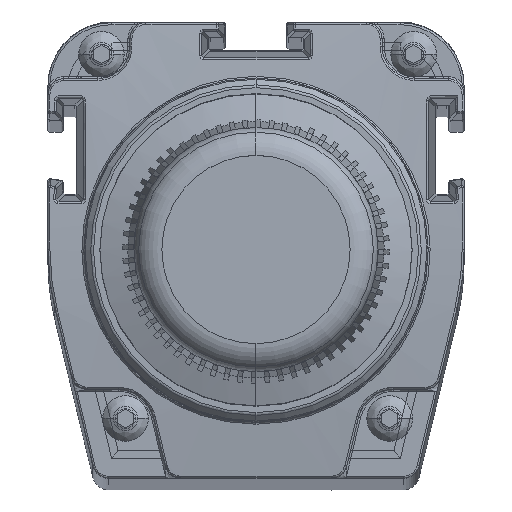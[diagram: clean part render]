
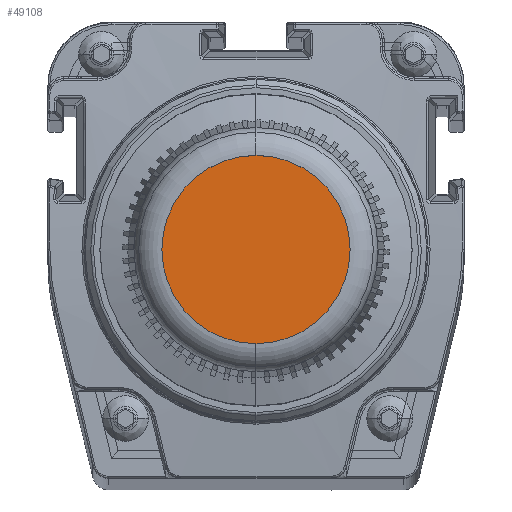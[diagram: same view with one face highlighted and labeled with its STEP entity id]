
A CAD part, top view. The second image highlights one B-rep face of the part: STEP entity #49108.
In plain terms, the highlighted face is planar.
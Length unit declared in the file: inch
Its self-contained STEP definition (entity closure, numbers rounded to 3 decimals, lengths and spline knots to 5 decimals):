
#46705=CARTESIAN_POINT('',(0.,0.,0.));
#46706=DIRECTION('',(0.,1.,0.));
#46707=DIRECTION('',(0.,0.,1.));
#46708=AXIS2_PLACEMENT_3D('',#46705,#46706,#46707);
#46710=CARTESIAN_POINT('',(0.,0.,0.));
#46711=DIRECTION('',(0.,1.,0.));
#46712=DIRECTION('',(0.,0.,-1.));
#46713=AXIS2_PLACEMENT_3D('',#46710,#46711,#46712);
#47453=CARTESIAN_POINT('',(0.,0.,11.76061));
#47454=CARTESIAN_POINT('',(0.,0.,-11.76061));
#47455=VERTEX_POINT('',#47453);
#47456=VERTEX_POINT('',#47454);
#49098=CARTESIAN_POINT('',(0.,0.,0.));
#49099=DIRECTION('',(0.,-1.,0.));
#49100=DIRECTION('',(0.,0.,1.));
#49101=AXIS2_PLACEMENT_3D('',#49098,#49099,#49100);
#49102=PLANE('',#49101);
#49104=ORIENTED_EDGE('',*,*,#49103,.F.);
#49105=ORIENTED_EDGE('',*,*,#49088,.F.);
#49106=EDGE_LOOP('',(#49104,#49105));
#49107=FACE_OUTER_BOUND('',#49106,.F.);
#49108=ADVANCED_FACE('',(#49107),#49102,.F.);
#46709=CIRCLE('',#46708,11.76061);
#46714=CIRCLE('',#46713,11.76061);
#49088=EDGE_CURVE('',#47456,#47455,#46714,.T.);
#49103=EDGE_CURVE('',#47455,#47456,#46709,.T.);
